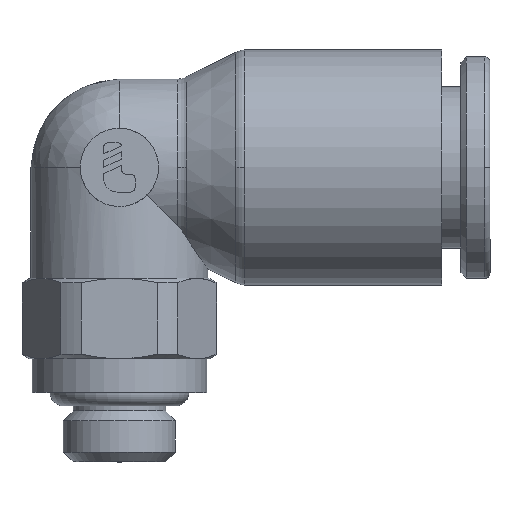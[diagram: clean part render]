
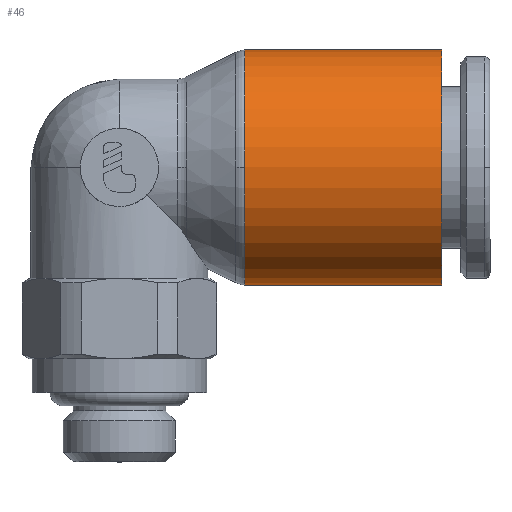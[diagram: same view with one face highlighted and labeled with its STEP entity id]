
A CAD part, top view. The second image highlights one B-rep face of the part: STEP entity #46.
In plain terms, the highlighted cylindrical face has radius 5.25 mm (diameter 10.5 mm), a partial arc.
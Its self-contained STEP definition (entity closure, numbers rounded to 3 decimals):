
#46=ADVANCED_FACE('',(#152),#153,.T.);
#152=FACE_OUTER_BOUND('',#373,.T.);
#153=CYLINDRICAL_SURFACE('',#374,5.25);
#373=EDGE_LOOP('',(#594,#595,#596,#597,#598));
#374=AXIS2_PLACEMENT_3D('',#599,#600,#601);
#594=ORIENTED_EDGE('',*,*,#1419,.F.);
#595=ORIENTED_EDGE('',*,*,#1420,.T.);
#596=ORIENTED_EDGE('',*,*,#1421,.T.);
#597=ORIENTED_EDGE('',*,*,#1422,.F.);
#598=ORIENTED_EDGE('',*,*,#1423,.F.);
#599=CARTESIAN_POINT('',(-4.4,0.0,0.0));
#600=DIRECTION('',(1.0,0.0,0.0));
#601=DIRECTION('',(0.0,1.0,0.0));
#1419=EDGE_CURVE('',#1674,#1675,#1676,.T.);
#1420=EDGE_CURVE('',#1674,#1677,#1678,.T.);
#1421=EDGE_CURVE('',#1677,#1679,#1680,.T.);
#1422=EDGE_CURVE('',#1681,#1679,#1682,.T.);
#1423=EDGE_CURVE('',#1675,#1681,#1683,.T.);
#1674=VERTEX_POINT('',#2090);
#1675=VERTEX_POINT('',#2091);
#1676=LINE('',#2092,#2093);
#1677=VERTEX_POINT('',#2094);
#1678=CIRCLE('',#2095,5.25);
#1679=VERTEX_POINT('',#2096);
#1680=CIRCLE('',#2097,5.25);
#1681=VERTEX_POINT('',#2098);
#1682=LINE('',#2099,#2100);
#1683=CIRCLE('',#2101,5.25);
#2090=CARTESIAN_POINT('',(-8.8,5.25,0.0));
#2091=CARTESIAN_POINT('',(0.,5.25,0.0));
#2092=CARTESIAN_POINT('',(-4.4,5.25,0.));
#2093=VECTOR('',#3146,1.0);
#2094=CARTESIAN_POINT('',(-8.8,0.,5.25));
#2095=AXIS2_PLACEMENT_3D('',#3147,#3148,#3149);
#2096=CARTESIAN_POINT('',(-8.8,-5.25,0.));
#2097=AXIS2_PLACEMENT_3D('',#3150,#3151,#3152);
#2098=CARTESIAN_POINT('',(0.0,-5.25,0.));
#2099=CARTESIAN_POINT('',(-4.4,-5.25,0.));
#2100=VECTOR('',#3153,1.0);
#2101=AXIS2_PLACEMENT_3D('',#3154,#3155,#3156);
#3146=DIRECTION('',(1.0,0.0,0.0));
#3147=CARTESIAN_POINT('',(-8.8,0.0,0.0));
#3148=DIRECTION('',(1.0,0.0,0.0));
#3149=DIRECTION('',(0.0,1.0,0.0));
#3150=CARTESIAN_POINT('',(-8.8,0.0,0.0));
#3151=DIRECTION('',(1.0,0.0,0.0));
#3152=DIRECTION('',(0.0,1.0,0.0));
#3153=DIRECTION('',(-1.0,-0.0,-0.0));
#3154=CARTESIAN_POINT('',(0.,0.0,0.0));
#3155=DIRECTION('',(1.0,0.0,0.0));
#3156=DIRECTION('',(0.0,1.0,0.0));
